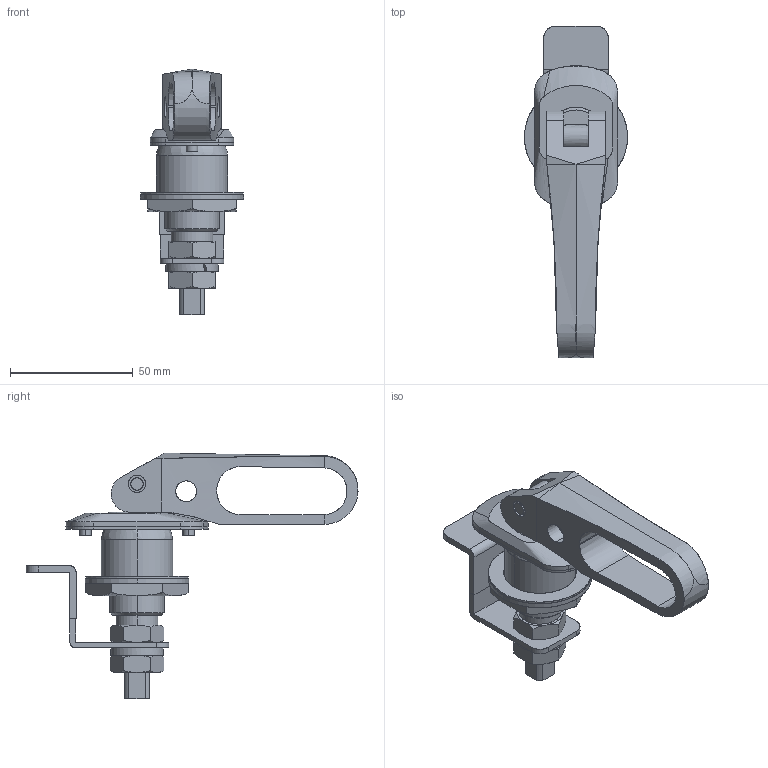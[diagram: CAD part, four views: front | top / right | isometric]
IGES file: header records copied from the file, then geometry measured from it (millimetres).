
Start section: SolidWorks IGES file using analytic representation for surfaces
Global section: file name: A-201-A-2.IGS,15; native system: HSolidWorks 2018; preprocessor: SolidWorks 2018; author: 1337yo; date: 210831.170427; units: millimetre
Bounding box: 42 x 135.19 x 100 mm (x, y, z)
Surface area: 46204.6 mm2 (no closed solid volume)
Topology: 0 solids, 0 shells, 329 faces, 5273 edges, 5273 vertices
Faces by surface type: revolution 177, bspline 152
